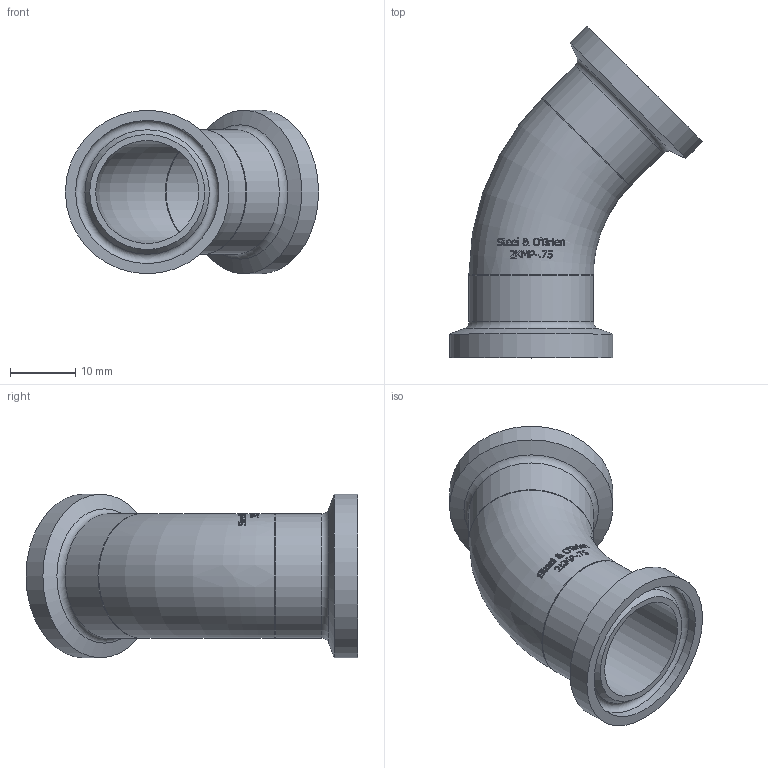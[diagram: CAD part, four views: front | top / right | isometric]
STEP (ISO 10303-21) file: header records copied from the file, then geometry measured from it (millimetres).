
FILE_DESCRIPTION(/* description */ (''),/* implementation_level */ '2;1');
FILE_NAME(/* name */ '2KMP-.75.stp',/* time_stamp */ '2019-01-23T09:49:31-05:00',/* author */ ('rick'),/* organization */ (''),/* preprocessor_version */ 'ST-DEVELOPER v15.2',/* originating_system */ 'Autodesk Inventor 2014',/* authorisation */ '');
FILE_SCHEMA (('AUTOMOTIVE_DESIGN { 1 0 10303 214 3 1 1 }'));
Length unit declared in the file: inch
Products named in the file (1): 2KMP-.75
Bounding box: 38.68 x 50.72 x 24.99 mm (x, y, z)
Volume: 5479.4 mm3; surface area: 6545.7 mm2
Topology: 1 solids, 1 shells, 353 faces, 928 edges, 614 vertices
Faces by surface type: bspline 151, plane 149, torus 41, cylinder 8, cone 4
Full cylindrical faces by diameter (mm): 15.748 x2, 19.05 x2, 21.895 x2, 24.994 x2
Entity records: 13697 total; most frequent: CARTESIAN_POINT 6559, ORIENTED_EDGE 1812, EDGE_CURVE 906, DIRECTION 758, VERTEX_POINT 614, B_SPLINE_CURVE_WITH_KNOTS 584, EDGE_LOOP 414, ADVANCED_FACE 353
